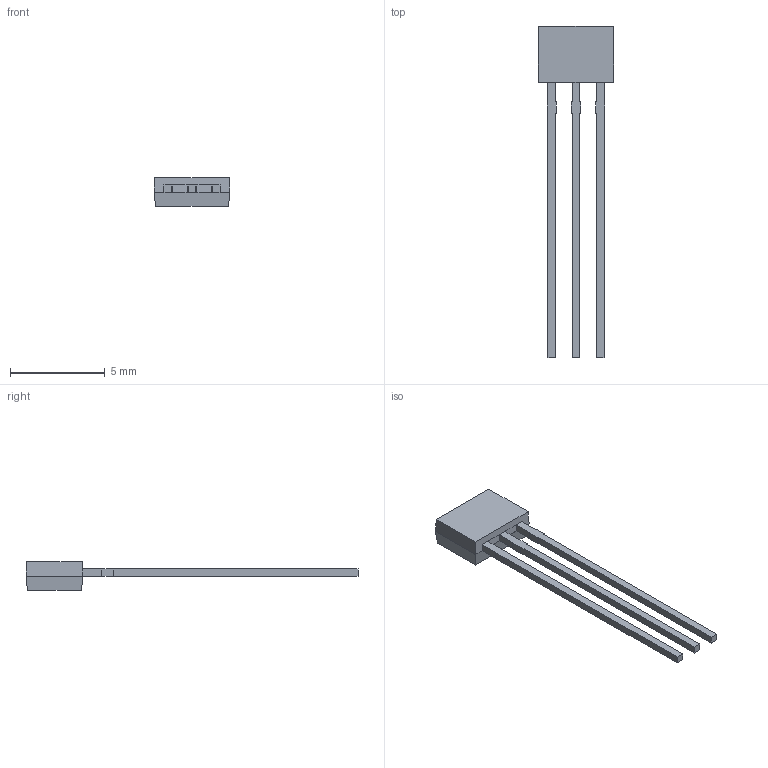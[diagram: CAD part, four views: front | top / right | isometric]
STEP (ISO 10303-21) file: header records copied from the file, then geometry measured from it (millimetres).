
FILE_DESCRIPTION (( 'STEP AP214' ), '1' );
FILE_NAME ('TO-92S_step214.STEP', '2020-01-09T08:20:05', ( '' ), ( '' ), 'SwSTEP 2.0', 'SolidWorks 2019', '' );
FILE_SCHEMA (( 'AUTOMOTIVE_DESIGN' ));
Length unit declared in the file: millimetre
Products named in the file (3): TO-92S_step214; 零件1^TO-92S_組合件; TO-92S_LF
Assembly tree (2 placements, depth 2):
  TO-92S_step214
    TO-92S_LF
    零件1^TO-92S_組合件
Bounding box: 4 x 17.5 x 1.52 mm (x, y, z)
Volume: 24.6 mm3; surface area: 119.4 mm2
Topology: 2 solids, 2 shells, 59 faces, 167 edges, 108 vertices
Faces by surface type: plane 59
Entity records: 1979 total; most frequent: CARTESIAN_POINT 339, ORIENTED_EDGE 334, DIRECTION 295, EDGE_CURVE 167, LINE 167, VECTOR 167, VERTEX_POINT 108, AXIS2_PLACEMENT_3D 64
